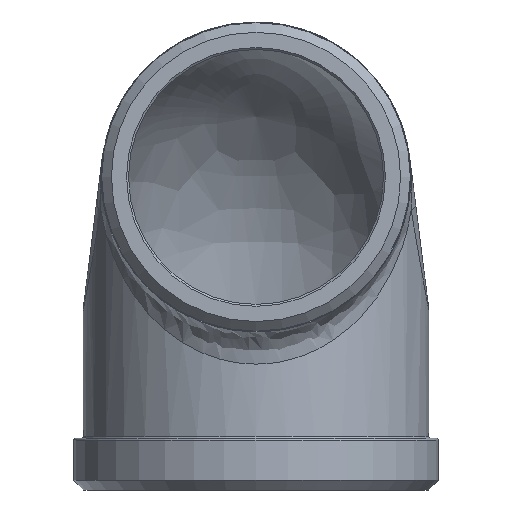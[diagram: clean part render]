
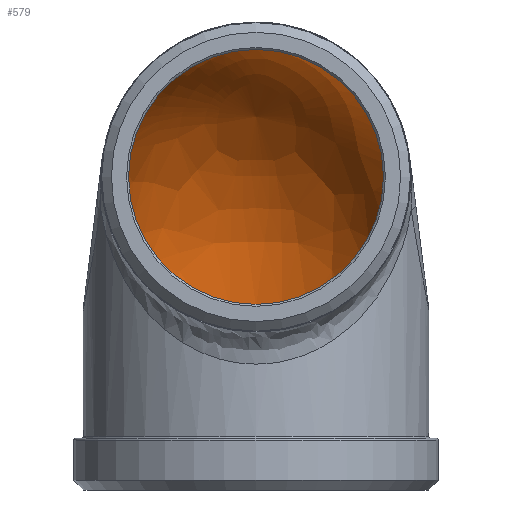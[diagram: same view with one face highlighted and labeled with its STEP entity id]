
A CAD part, left-side view. The second image highlights one B-rep face of the part: STEP entity #579.
In plain terms, the highlighted free-form (B-spline) face has degree [2, 2] with [5, 3] control points.
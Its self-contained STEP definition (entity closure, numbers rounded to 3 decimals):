
#34=(
BOUNDED_SURFACE()
B_SPLINE_SURFACE(2,2,((#2037,#2038,#2039),(#2040,#2041,#2042),(#2043,#2044,
#2045),(#2046,#2047,#2048),(#2049,#2050,#2051)),.UNSPECIFIED.,.F.,.F.,.F.)
B_SPLINE_SURFACE_WITH_KNOTS((3,2,3),(3,3),(-1.492,0.,
1.492),(1.571,3.142),.UNSPECIFIED.)
GEOMETRIC_REPRESENTATION_ITEM()
RATIONAL_B_SPLINE_SURFACE(((1.,0.707,1.),(0.734,
0.519,0.734),(1.,0.707,1.),(0.734,
0.519,0.734),(1.,0.707,1.)))
REPRESENTATION_ITEM('')
SURFACE()
);
#65=B_SPLINE_CURVE_WITH_KNOTS('',3,(#1590,#1591,#1592,#1593,#1594,#1595,
#1596,#1597,#1598),.UNSPECIFIED.,.F.,.F.,(4,1,1,1,1,1,4),(-2.526,
-1.804,-1.083,-0.722,-0.361,
-0.18,0.),.UNSPECIFIED.);
#67=B_SPLINE_CURVE_WITH_KNOTS('',3,(#1676,#1677,#1678,#1679,#1680,#1681,
#1682,#1683,#1684,#1685,#1686,#1687),.UNSPECIFIED.,.F.,.F.,(4,1,1,1,1,1,
1,2,4),(-2.885,-2.597,-2.308,-2.02,
-1.731,-1.154,-0.577,0.,0.005),
 .UNSPECIFIED.);
#69=B_SPLINE_CURVE_WITH_KNOTS('',3,(#1731,#1732,#1733,#1734,#1735,#1736,
#1737,#1738),.UNSPECIFIED.,.F.,.F.,(4,1,1,1,1,4),(-2.526,-2.346,
-2.165,-1.804,-1.083,0.),.UNSPECIFIED.);
#73=B_SPLINE_CURVE_WITH_KNOTS('',3,(#1873,#1874,#1875,#1876,#1877,#1878,
#1879,#1880,#1881,#1882,#1883,#1884),.UNSPECIFIED.,.F.,.F.,(4,2,1,1,1,1,
1,1,4),(-2.89,-2.885,-2.308,-1.731,
-1.443,-1.154,-0.866,-0.577,
0.),.UNSPECIFIED.);
#169=FACE_OUTER_BOUND('',#234,.T.);
#234=EDGE_LOOP('',(#520,#521,#522,#523,#524));
#266=CIRCLE('',#647,24.35);
#305=VERTEX_POINT('',#1538);
#307=VERTEX_POINT('',#1579);
#309=VERTEX_POINT('',#1648);
#310=VERTEX_POINT('',#1650);
#312=VERTEX_POINT('',#1721);
#370=EDGE_CURVE('',#307,#305,#65,.T.);
#373=EDGE_CURVE('',#309,#310,#67,.T.);
#376=EDGE_CURVE('',#312,#309,#69,.T.);
#383=EDGE_CURVE('',#310,#307,#73,.T.);
#387=EDGE_CURVE('',#312,#305,#266,.T.);
#520=ORIENTED_EDGE('',*,*,#370,.T.);
#521=ORIENTED_EDGE('',*,*,#387,.F.);
#522=ORIENTED_EDGE('',*,*,#376,.T.);
#523=ORIENTED_EDGE('',*,*,#373,.T.);
#524=ORIENTED_EDGE('',*,*,#383,.T.);
#579=ADVANCED_FACE('',(#169),#34,.T.);
#647=AXIS2_PLACEMENT_3D('',#2036,#781,#782);
#781=DIRECTION('center_axis',(0.,0.,1.));
#782=DIRECTION('ref_axis',(1.,0.,0.));
#1538=CARTESIAN_POINT('',(1.911,24.275,-20.299));
#1579=CARTESIAN_POINT('',(0.336,20.709,4.231));
#1590=CARTESIAN_POINT('Ctrl Pts',(0.336,20.709,4.231));
#1591=CARTESIAN_POINT('Ctrl Pts',(2.184,20.976,2.35));
#1592=CARTESIAN_POINT('Ctrl Pts',(5.238,21.599,-2.03));
#1593=CARTESIAN_POINT('Ctrl Pts',(6.84,22.529,-8.512));
#1594=CARTESIAN_POINT('Ctrl Pts',(6.382,23.295,-13.768));
#1595=CARTESIAN_POINT('Ctrl Pts',(5.24,23.758,-16.898));
#1596=CARTESIAN_POINT('Ctrl Pts',(3.649,24.088,-19.086));
#1597=CARTESIAN_POINT('Ctrl Pts',(2.554,24.224,-19.974));
#1598=CARTESIAN_POINT('Ctrl Pts',(1.911,24.275,-20.299));
#1648=CARTESIAN_POINT('',(0.336,-20.709,4.231));
#1650=CARTESIAN_POINT('',(-17.55,0.,21.602));
#1676=CARTESIAN_POINT('Ctrl Pts',(0.336,-20.709,4.231));
#1677=CARTESIAN_POINT('Ctrl Pts',(-0.403,-20.603,
4.983));
#1678=CARTESIAN_POINT('Ctrl Pts',(-1.842,-20.279,6.535));
#1679=CARTESIAN_POINT('Ctrl Pts',(-3.859,-19.431,8.959));
#1680=CARTESIAN_POINT('Ctrl Pts',(-5.771,-18.165,11.432));
#1681=CARTESIAN_POINT('Ctrl Pts',(-8.164,-15.954,14.605));
#1682=CARTESIAN_POINT('Ctrl Pts',(-11.017,-12.149,18.15));
#1683=CARTESIAN_POINT('Ctrl Pts',(-14.282,-6.429,20.936));
#1684=CARTESIAN_POINT('Ctrl Pts',(-16.444,-2.179,21.596));
#1685=CARTESIAN_POINT('Ctrl Pts',(-17.53,-0.04,
21.601));
#1686=CARTESIAN_POINT('Ctrl Pts',(-17.54,-0.02,
21.602));
#1687=CARTESIAN_POINT('Ctrl Pts',(-17.55,0.,21.602));
#1721=CARTESIAN_POINT('',(1.911,-24.275,-20.298));
#1731=CARTESIAN_POINT('Ctrl Pts',(1.911,-24.275,-20.298));
#1732=CARTESIAN_POINT('Ctrl Pts',(2.554,-24.224,-19.974));
#1733=CARTESIAN_POINT('Ctrl Pts',(3.648,-24.088,-19.087));
#1734=CARTESIAN_POINT('Ctrl Pts',(5.241,-23.758,-16.9));
#1735=CARTESIAN_POINT('Ctrl Pts',(6.832,-23.109,-12.509));
#1736=CARTESIAN_POINT('Ctrl Pts',(6.524,-21.947,-4.477));
#1737=CARTESIAN_POINT('Ctrl Pts',(3.108,-21.11,1.409));
#1738=CARTESIAN_POINT('Ctrl Pts',(0.336,-20.709,4.231));
#1873=CARTESIAN_POINT('Ctrl Pts',(-17.55,0.,21.602));
#1874=CARTESIAN_POINT('Ctrl Pts',(-17.54,0.02,
21.602));
#1875=CARTESIAN_POINT('Ctrl Pts',(-17.53,0.04,21.601));
#1876=CARTESIAN_POINT('Ctrl Pts',(-16.444,2.178,21.596));
#1877=CARTESIAN_POINT('Ctrl Pts',(-14.282,6.43,20.936));
#1878=CARTESIAN_POINT('Ctrl Pts',(-11.561,11.193,18.614));
#1879=CARTESIAN_POINT('Ctrl Pts',(-9.303,14.437,16.023));
#1880=CARTESIAN_POINT('Ctrl Pts',(-7.568,16.503,13.811));
#1881=CARTESIAN_POINT('Ctrl Pts',(-5.769,18.167,11.432));
#1882=CARTESIAN_POINT('Ctrl Pts',(-3.226,19.851,8.135));
#1883=CARTESIAN_POINT('Ctrl Pts',(-1.142,20.496,5.735));
#1884=CARTESIAN_POINT('Ctrl Pts',(0.336,20.709,4.231));
#2036=CARTESIAN_POINT('Origin',(0.,0.,-20.299));
#2037=CARTESIAN_POINT('Ctrl Pts',(1.911,24.275,-20.298));
#2038=CARTESIAN_POINT('Ctrl Pts',(1.911,24.275,-0.838));
#2039=CARTESIAN_POINT('Ctrl Pts',(-17.55,24.275,-0.838));
#2040=CARTESIAN_POINT('Ctrl Pts',(24.35,22.509,-20.298));
#2041=CARTESIAN_POINT('Ctrl Pts',(24.35,22.509,21.601));
#2042=CARTESIAN_POINT('Ctrl Pts',(-17.55,22.509,21.601));
#2043=CARTESIAN_POINT('Ctrl Pts',(24.35,0.,
-20.299));
#2044=CARTESIAN_POINT('Ctrl Pts',(24.35,0.,
21.602));
#2045=CARTESIAN_POINT('Ctrl Pts',(-17.55,0.,
21.602));
#2046=CARTESIAN_POINT('Ctrl Pts',(24.35,-22.509,-20.299));
#2047=CARTESIAN_POINT('Ctrl Pts',(24.35,-22.509,21.602));
#2048=CARTESIAN_POINT('Ctrl Pts',(-17.55,-22.509,21.602));
#2049=CARTESIAN_POINT('Ctrl Pts',(1.911,-24.275,-20.299));
#2050=CARTESIAN_POINT('Ctrl Pts',(1.911,-24.275,-0.838));
#2051=CARTESIAN_POINT('Ctrl Pts',(-17.55,-24.275,-0.838));
